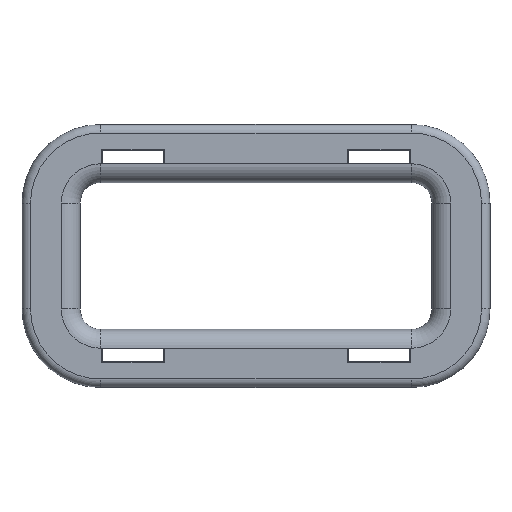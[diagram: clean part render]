
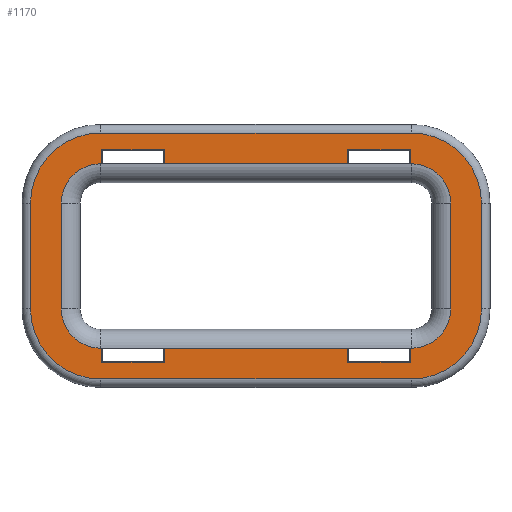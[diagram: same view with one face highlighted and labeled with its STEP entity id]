
A CAD part, left-side view. The second image highlights one B-rep face of the part: STEP entity #1170.
In plain terms, the highlighted planar face has unit normal (-1, 0, 0).
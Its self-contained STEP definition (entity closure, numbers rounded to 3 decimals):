
#131=DIRECTION('',(0.,-1.,0.));
#132=VECTOR('',#131,45.5);
#133=CARTESIAN_POINT('',(0.,46.25,-1.));
#134=LINE('',#133,#132);
#139=CARTESIAN_POINT('',(0.,0.75,9.25));
#140=DIRECTION('',(-1.,0.,0.));
#141=DIRECTION('',(0.,0.,-1.));
#142=AXIS2_PLACEMENT_3D('',#139,#140,#141);
#144=DIRECTION('',(0.,0.,-1.));
#145=VECTOR('',#144,15.5);
#146=CARTESIAN_POINT('',(0.,-5.,24.75));
#147=LINE('',#146,#145);
#148=CARTESIAN_POINT('',(0.,0.75,24.75));
#149=DIRECTION('',(1.,0.,0.));
#150=DIRECTION('',(0.,0.,1.));
#151=AXIS2_PLACEMENT_3D('',#148,#149,#150);
#153=CARTESIAN_POINT('',(0.,46.25,24.75));
#154=DIRECTION('',(-1.,0.,0.));
#155=DIRECTION('',(0.,0.,1.));
#156=AXIS2_PLACEMENT_3D('',#153,#154,#155);
#158=DIRECTION('',(0.,0.,-1.));
#159=VECTOR('',#158,15.5);
#160=CARTESIAN_POINT('',(0.,52.,24.75));
#161=LINE('',#160,#159);
#162=CARTESIAN_POINT('',(0.,46.25,9.25));
#163=DIRECTION('',(1.,0.,0.));
#164=DIRECTION('',(0.,0.,-1.));
#165=AXIS2_PLACEMENT_3D('',#162,#163,#164);
#167=CARTESIAN_POINT('',(0.,0.75,24.75));
#168=DIRECTION('',(-1.,0.,0.));
#169=DIRECTION('',(0.,-1.,0.));
#170=AXIS2_PLACEMENT_3D('',#167,#168,#169);
#172=CARTESIAN_POINT('',(0.,0.75,9.25));
#173=DIRECTION('',(1.,0.,0.));
#174=DIRECTION('',(0.,-1.,0.));
#175=AXIS2_PLACEMENT_3D('',#172,#173,#174);
#177=CARTESIAN_POINT('',(0.,46.25,9.25));
#178=DIRECTION('',(-1.,0.,0.));
#179=DIRECTION('',(0.,1.,0.));
#180=AXIS2_PLACEMENT_3D('',#177,#178,#179);
#182=CARTESIAN_POINT('',(0.,46.25,24.75));
#183=DIRECTION('',(1.,0.,0.));
#184=DIRECTION('',(0.,1.,0.));
#185=AXIS2_PLACEMENT_3D('',#182,#183,#184);
#191=DIRECTION('',(0.,1.,0.));
#192=VECTOR('',#191,0.163);
#193=CARTESIAN_POINT('',(0.,0.75,3.5));
#194=LINE('',#193,#192);
#199=DIRECTION('',(0.,1.,0.));
#200=VECTOR('',#199,26.825);
#201=CARTESIAN_POINT('',(0.,10.087,3.5));
#202=LINE('',#201,#200);
#207=DIRECTION('',(0.,-1.,0.));
#208=VECTOR('',#207,0.163);
#209=CARTESIAN_POINT('',(0.,46.25,3.5));
#210=LINE('',#209,#208);
#253=DIRECTION('',(0.,0.,1.));
#254=VECTOR('',#253,2.087);
#255=CARTESIAN_POINT('',(0.,10.087,
1.413));
#256=LINE('',#255,#254);
#257=DIRECTION('',(0.,1.,0.));
#258=VECTOR('',#257,9.175);
#259=CARTESIAN_POINT('',(0.,0.913,
1.413));
#260=LINE('',#259,#258);
#265=DIRECTION('',(0.,0.,-1.));
#266=VECTOR('',#265,2.087);
#267=CARTESIAN_POINT('',(0.,0.913,3.5));
#268=LINE('',#267,#266);
#319=DIRECTION('',(0.,-1.,0.));
#320=VECTOR('',#319,26.825);
#321=CARTESIAN_POINT('',(0.,36.913,30.5));
#322=LINE('',#321,#320);
#327=DIRECTION('',(0.,1.,0.));
#328=VECTOR('',#327,0.163);
#329=CARTESIAN_POINT('',(0.,0.75,30.5));
#330=LINE('',#329,#328);
#335=DIRECTION('',(0.,-1.,0.));
#336=VECTOR('',#335,0.163);
#337=CARTESIAN_POINT('',(0.,46.25,30.5));
#338=LINE('',#337,#336);
#367=DIRECTION('',(0.,0.,1.));
#368=VECTOR('',#367,2.087);
#369=CARTESIAN_POINT('',(0.,0.913,30.5));
#370=LINE('',#369,#368);
#375=DIRECTION('',(0.,1.,0.));
#376=VECTOR('',#375,9.175);
#377=CARTESIAN_POINT('',(0.,0.913,
32.587));
#378=LINE('',#377,#376);
#379=DIRECTION('',(0.,0.,-1.));
#380=VECTOR('',#379,2.087);
#381=CARTESIAN_POINT('',(0.,10.087,
32.587));
#382=LINE('',#381,#380);
#383=DIRECTION('',(0.,0.,-1.));
#384=VECTOR('',#383,2.087);
#385=CARTESIAN_POINT('',(0.,36.913,
32.587));
#386=LINE('',#385,#384);
#387=DIRECTION('',(0.,-1.,0.));
#388=VECTOR('',#387,9.175);
#389=CARTESIAN_POINT('',(0.,46.087,
32.587));
#390=LINE('',#389,#388);
#395=DIRECTION('',(0.,0.,1.));
#396=VECTOR('',#395,2.087);
#397=CARTESIAN_POINT('',(0.,46.087,30.5));
#398=LINE('',#397,#396);
#641=DIRECTION('',(0.,0.,-1.));
#642=VECTOR('',#641,2.087);
#643=CARTESIAN_POINT('',(0.,46.087,3.5));
#644=LINE('',#643,#642);
#649=DIRECTION('',(0.,-1.,0.));
#650=VECTOR('',#649,9.175);
#651=CARTESIAN_POINT('',(0.,46.087,
1.413));
#652=LINE('',#651,#650);
#653=DIRECTION('',(0.,0.,1.));
#654=VECTOR('',#653,2.087);
#655=CARTESIAN_POINT('',(0.,36.913,
1.413));
#656=LINE('',#655,#654);
#657=DIRECTION('',(0.,1.,0.));
#658=VECTOR('',#657,45.5);
#659=CARTESIAN_POINT('',(0.,0.75,35.));
#660=LINE('',#659,#658);
#681=DIRECTION('',(0.,0.,-1.));
#682=VECTOR('',#681,15.5);
#683=CARTESIAN_POINT('',(0.,-9.5,24.75));
#684=LINE('',#683,#682);
#720=DIRECTION('',(0.,0.,-1.));
#721=VECTOR('',#720,15.5);
#722=CARTESIAN_POINT('',(0.,56.5,24.75));
#723=LINE('',#722,#721);
#755=CARTESIAN_POINT('',(0.,52.,24.75));
#757=VERTEX_POINT('',#755);
#758=CARTESIAN_POINT('',(0.,46.25,30.5));
#759=VERTEX_POINT('',#758);
#762=CARTESIAN_POINT('',(0.,56.5,24.75));
#763=CARTESIAN_POINT('',(0.,46.25,35.));
#764=VERTEX_POINT('',#762);
#765=VERTEX_POINT('',#763);
#766=CARTESIAN_POINT('',(0.,36.913,
32.587));
#767=CARTESIAN_POINT('',(0.,36.913,30.5));
#768=VERTEX_POINT('',#766);
#769=VERTEX_POINT('',#767);
#770=CARTESIAN_POINT('',(0.,46.087,
32.587));
#771=VERTEX_POINT('',#770);
#772=CARTESIAN_POINT('',(0.,46.087,30.5));
#773=VERTEX_POINT('',#772);
#804=CARTESIAN_POINT('',(0.,52.,9.25));
#806=VERTEX_POINT('',#804);
#807=CARTESIAN_POINT('',(0.,46.25,3.5));
#808=VERTEX_POINT('',#807);
#811=CARTESIAN_POINT('',(0.,56.5,9.25));
#812=CARTESIAN_POINT('',(0.,46.25,-1.));
#813=VERTEX_POINT('',#811);
#814=VERTEX_POINT('',#812);
#815=CARTESIAN_POINT('',(0.,36.913,
1.413));
#816=CARTESIAN_POINT('',(0.,36.913,3.5));
#817=VERTEX_POINT('',#815);
#818=VERTEX_POINT('',#816);
#819=CARTESIAN_POINT('',(0.,46.087,
1.413));
#820=VERTEX_POINT('',#819);
#821=CARTESIAN_POINT('',(0.,46.087,3.5));
#822=VERTEX_POINT('',#821);
#853=CARTESIAN_POINT('',(0.,-5.,24.75));
#855=VERTEX_POINT('',#853);
#856=CARTESIAN_POINT('',(0.,0.75,30.5));
#857=VERTEX_POINT('',#856);
#860=CARTESIAN_POINT('',(0.,-9.5,24.75));
#861=CARTESIAN_POINT('',(0.,0.75,35.));
#862=VERTEX_POINT('',#860);
#863=VERTEX_POINT('',#861);
#864=CARTESIAN_POINT('',(0.,10.087,
32.587));
#865=CARTESIAN_POINT('',(0.,10.087,30.5));
#866=VERTEX_POINT('',#864);
#867=VERTEX_POINT('',#865);
#868=CARTESIAN_POINT('',(0.,0.913,
32.587));
#869=VERTEX_POINT('',#868);
#870=CARTESIAN_POINT('',(0.,0.913,30.5));
#871=VERTEX_POINT('',#870);
#902=CARTESIAN_POINT('',(0.,-5.,9.25));
#904=VERTEX_POINT('',#902);
#905=CARTESIAN_POINT('',(0.,0.75,3.5));
#906=VERTEX_POINT('',#905);
#909=CARTESIAN_POINT('',(0.,-9.5,9.25));
#910=CARTESIAN_POINT('',(0.,0.75,-1.));
#911=VERTEX_POINT('',#909);
#912=VERTEX_POINT('',#910);
#913=CARTESIAN_POINT('',(0.,10.087,
1.413));
#914=CARTESIAN_POINT('',(0.,10.087,3.5));
#915=VERTEX_POINT('',#913);
#916=VERTEX_POINT('',#914);
#917=CARTESIAN_POINT('',(0.,0.913,
1.413));
#918=VERTEX_POINT('',#917);
#919=CARTESIAN_POINT('',(0.,0.913,3.5));
#920=VERTEX_POINT('',#919);
#1099=CARTESIAN_POINT('',(0.,-46.25,-24.75));
#1100=DIRECTION('',(1.,0.,0.));
#1101=DIRECTION('',(0.,0.,-1.));
#1102=AXIS2_PLACEMENT_3D('',#1099,#1100,#1101);
#1103=PLANE('',#1102);
#1105=ORIENTED_EDGE('',*,*,#1104,.F.);
#1107=ORIENTED_EDGE('',*,*,#1106,.F.);
#1109=ORIENTED_EDGE('',*,*,#1108,.T.);
#1111=ORIENTED_EDGE('',*,*,#1110,.T.);
#1112=ORIENTED_EDGE('',*,*,#1085,.F.);
#1114=ORIENTED_EDGE('',*,*,#1113,.F.);
#1116=ORIENTED_EDGE('',*,*,#1115,.F.);
#1118=ORIENTED_EDGE('',*,*,#1117,.T.);
#1119=EDGE_LOOP('',(#1105,#1107,#1109,#1111,#1112,#1114,#1116,#1118));
#1120=FACE_OUTER_BOUND('',#1119,.F.);
#1122=ORIENTED_EDGE('',*,*,#1121,.F.);
#1124=ORIENTED_EDGE('',*,*,#1123,.F.);
#1126=ORIENTED_EDGE('',*,*,#1125,.F.);
#1128=ORIENTED_EDGE('',*,*,#1127,.F.);
#1130=ORIENTED_EDGE('',*,*,#1129,.F.);
#1132=ORIENTED_EDGE('',*,*,#1131,.T.);
#1134=ORIENTED_EDGE('',*,*,#1133,.F.);
#1136=ORIENTED_EDGE('',*,*,#1135,.F.);
#1138=ORIENTED_EDGE('',*,*,#1137,.T.);
#1140=ORIENTED_EDGE('',*,*,#1139,.T.);
#1142=ORIENTED_EDGE('',*,*,#1141,.T.);
#1144=ORIENTED_EDGE('',*,*,#1143,.T.);
#1146=ORIENTED_EDGE('',*,*,#1145,.F.);
#1148=ORIENTED_EDGE('',*,*,#1147,.F.);
#1150=ORIENTED_EDGE('',*,*,#1149,.F.);
#1152=ORIENTED_EDGE('',*,*,#1151,.F.);
#1154=ORIENTED_EDGE('',*,*,#1153,.F.);
#1156=ORIENTED_EDGE('',*,*,#1155,.T.);
#1157=ORIENTED_EDGE('',*,*,#959,.T.);
#1159=ORIENTED_EDGE('',*,*,#1158,.F.);
#1161=ORIENTED_EDGE('',*,*,#1160,.T.);
#1163=ORIENTED_EDGE('',*,*,#1162,.T.);
#1165=ORIENTED_EDGE('',*,*,#1164,.T.);
#1167=ORIENTED_EDGE('',*,*,#1166,.T.);
#1168=EDGE_LOOP('',(#1122,#1124,#1126,#1128,#1130,#1132,#1134,#1136,#1138,#1140,
#1142,#1144,#1146,#1148,#1150,#1152,#1154,#1156,#1157,#1159,#1161,#1163,#1165,
#1167));
#1169=FACE_BOUND('',#1168,.F.);
#1170=ADVANCED_FACE('',(#1120,#1169),#1103,.F.);
#143=CIRCLE('',#142,5.75);
#152=CIRCLE('',#151,5.75);
#157=CIRCLE('',#156,5.75);
#166=CIRCLE('',#165,5.75);
#171=CIRCLE('',#170,10.25);
#176=CIRCLE('',#175,10.25);
#181=CIRCLE('',#180,10.25);
#186=CIRCLE('',#185,10.25);
#959=EDGE_CURVE('',#757,#806,#161,.T.);
#1085=EDGE_CURVE('',#814,#912,#134,.T.);
#1104=EDGE_CURVE('',#863,#765,#660,.T.);
#1106=EDGE_CURVE('',#862,#863,#171,.T.);
#1108=EDGE_CURVE('',#862,#911,#684,.T.);
#1110=EDGE_CURVE('',#911,#912,#176,.T.);
#1113=EDGE_CURVE('',#813,#814,#181,.T.);
#1115=EDGE_CURVE('',#764,#813,#723,.T.);
#1117=EDGE_CURVE('',#764,#765,#186,.T.);
#1121=EDGE_CURVE('',#916,#818,#202,.T.);
#1123=EDGE_CURVE('',#915,#916,#256,.T.);
#1125=EDGE_CURVE('',#918,#915,#260,.T.);
#1127=EDGE_CURVE('',#920,#918,#268,.T.);
#1129=EDGE_CURVE('',#906,#920,#194,.T.);
#1131=EDGE_CURVE('',#906,#904,#143,.T.);
#1133=EDGE_CURVE('',#855,#904,#147,.T.);
#1135=EDGE_CURVE('',#857,#855,#152,.T.);
#1137=EDGE_CURVE('',#857,#871,#330,.T.);
#1139=EDGE_CURVE('',#871,#869,#370,.T.);
#1141=EDGE_CURVE('',#869,#866,#378,.T.);
#1143=EDGE_CURVE('',#866,#867,#382,.T.);
#1145=EDGE_CURVE('',#769,#867,#322,.T.);
#1147=EDGE_CURVE('',#768,#769,#386,.T.);
#1149=EDGE_CURVE('',#771,#768,#390,.T.);
#1151=EDGE_CURVE('',#773,#771,#398,.T.);
#1153=EDGE_CURVE('',#759,#773,#338,.T.);
#1155=EDGE_CURVE('',#759,#757,#157,.T.);
#1158=EDGE_CURVE('',#808,#806,#166,.T.);
#1160=EDGE_CURVE('',#808,#822,#210,.T.);
#1162=EDGE_CURVE('',#822,#820,#644,.T.);
#1164=EDGE_CURVE('',#820,#817,#652,.T.);
#1166=EDGE_CURVE('',#817,#818,#656,.T.);
